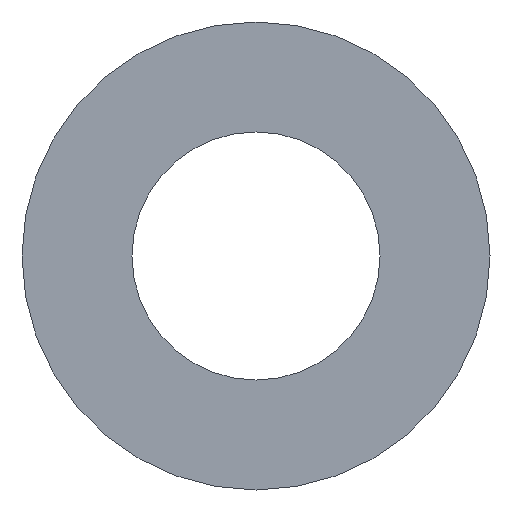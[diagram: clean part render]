
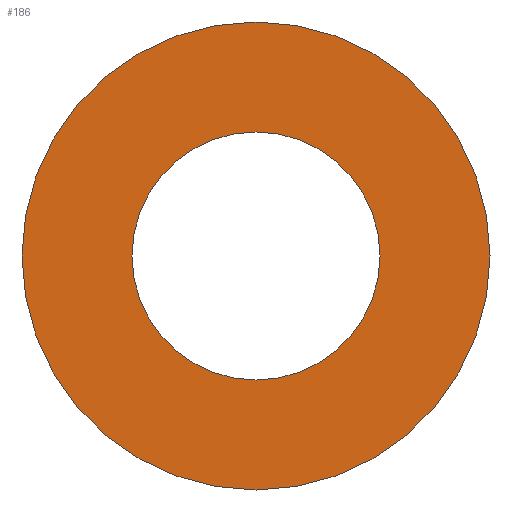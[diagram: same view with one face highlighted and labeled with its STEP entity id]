
A CAD part, front view. The second image highlights one B-rep face of the part: STEP entity #186.
In plain terms, the highlighted planar face has unit normal (0, -1, 0).
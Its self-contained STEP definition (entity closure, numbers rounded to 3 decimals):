
#3 = EDGE_LOOP ( 'NONE', ( #244, #233 ) ) ;
#9 = FACE_OUTER_BOUND ( 'NONE', #3, .T. ) ;
#11 = DIRECTION ( 'NONE',  ( 0., 1., 0. ) ) ;
#18 = ORIENTED_EDGE ( 'NONE', *, *, #44, .T. ) ;
#36 = DIRECTION ( 'NONE',  ( 0., 1., 0. ) ) ;
#43 = CARTESIAN_POINT ( 'NONE',  ( 0., 0., -4. ) ) ;
#44 = EDGE_CURVE ( 'NONE', #137, #206, #171, .T. ) ;
#51 = AXIS2_PLACEMENT_3D ( 'NONE', #200, #150, #63 ) ;
#60 = CARTESIAN_POINT ( 'NONE',  ( 0., 0., 0. ) ) ;
#63 = DIRECTION ( 'NONE',  ( 0., 0., 1. ) ) ;
#69 = EDGE_LOOP ( 'NONE', ( #18, #70 ) ) ;
#70 = ORIENTED_EDGE ( 'NONE', *, *, #135, .T. ) ;
#76 = DIRECTION ( 'NONE',  ( 0., 0., 1. ) ) ;
#77 = CIRCLE ( 'NONE', #220, 4. ) ;
#82 = FACE_BOUND ( 'NONE', #69, .T. ) ;
#83 = PLANE ( 'NONE',  #174 ) ;
#85 = DIRECTION ( 'NONE',  ( 1., 0., 0. ) ) ;
#99 = DIRECTION ( 'NONE',  ( 0., 1., 0. ) ) ;
#113 = CARTESIAN_POINT ( 'NONE',  ( 0., 0., 4. ) ) ;
#114 = CARTESIAN_POINT ( 'NONE',  ( 0., 0., 0. ) ) ;
#125 = VERTEX_POINT ( 'NONE', #113 ) ;
#130 = DIRECTION ( 'NONE',  ( 0., 1., 0. ) ) ;
#131 = CARTESIAN_POINT ( 'NONE',  ( 0., 0., -2.121 ) ) ;
#135 = EDGE_CURVE ( 'NONE', #206, #137, #203, .T. ) ;
#137 = VERTEX_POINT ( 'NONE', #131 ) ;
#145 = CARTESIAN_POINT ( 'NONE',  ( 0., 0., 0. ) ) ;
#146 = AXIS2_PLACEMENT_3D ( 'NONE', #145, #36, #76 ) ;
#148 = VERTEX_POINT ( 'NONE', #43 ) ;
#149 = CARTESIAN_POINT ( 'NONE',  ( 0., 0., 2.121 ) ) ;
#150 = DIRECTION ( 'NONE',  ( 0., 1., 0. ) ) ;
#157 = CIRCLE ( 'NONE', #192, 4. ) ;
#164 = EDGE_CURVE ( 'NONE', #148, #125, #77, .T. ) ;
#171 = CIRCLE ( 'NONE', #146, 2.121 ) ;
#174 = AXIS2_PLACEMENT_3D ( 'NONE', #197, #11, #85 ) ;
#176 = DIRECTION ( 'NONE',  ( 0., 0., 1. ) ) ;
#186 = ADVANCED_FACE ( 'NONE', ( #82, #9 ), #83, .F. ) ;
#192 = AXIS2_PLACEMENT_3D ( 'NONE', #60, #130, #214 ) ;
#197 = CARTESIAN_POINT ( 'NONE',  ( 0., 0., 0. ) ) ;
#200 = CARTESIAN_POINT ( 'NONE',  ( 0., 0., 0. ) ) ;
#203 = CIRCLE ( 'NONE', #51, 2.121 ) ;
#206 = VERTEX_POINT ( 'NONE', #149 ) ;
#214 = DIRECTION ( 'NONE',  ( 0., 0., 1. ) ) ;
#220 = AXIS2_PLACEMENT_3D ( 'NONE', #114, #99, #176 ) ;
#233 = ORIENTED_EDGE ( 'NONE', *, *, #234, .F. ) ;
#234 = EDGE_CURVE ( 'NONE', #125, #148, #157, .T. ) ;
#244 = ORIENTED_EDGE ( 'NONE', *, *, #164, .F. ) ;
